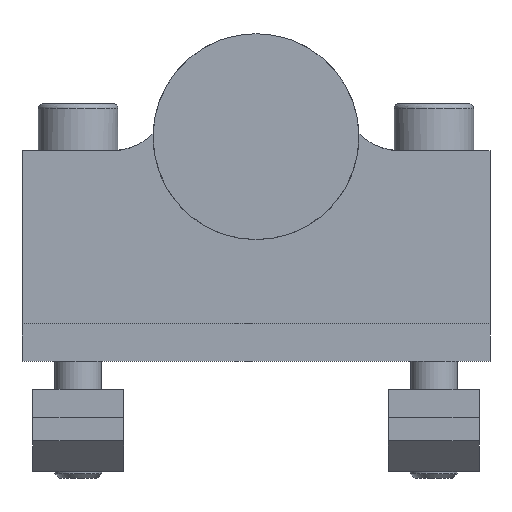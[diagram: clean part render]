
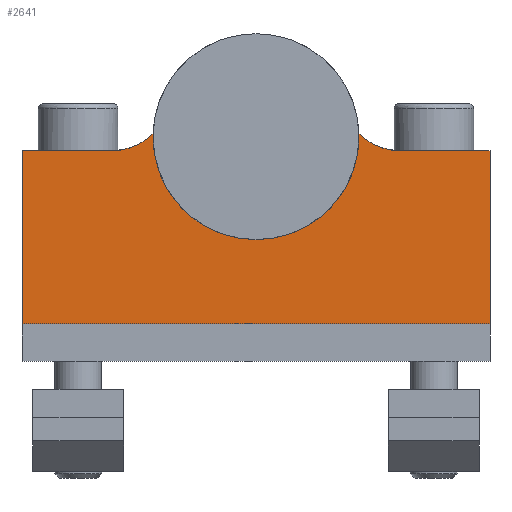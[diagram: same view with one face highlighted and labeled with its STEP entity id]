
A CAD part, front view. The second image highlights one B-rep face of the part: STEP entity #2641.
In plain terms, the highlighted planar face has unit normal (0, -1, 0).
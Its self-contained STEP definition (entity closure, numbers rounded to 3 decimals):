
#6 = EDGE_CURVE ( 'NONE', #891, #681, #1949, .T. ) ;
#7 = DIRECTION ( 'NONE',  ( -1., 0., 0. ) ) ;
#8 = DIRECTION ( 'NONE',  ( -1., 0., 0. ) ) ;
#21 = DIRECTION ( 'NONE',  ( 0., 1., 0. ) ) ;
#40 = ORIENTED_EDGE ( 'NONE', *, *, #2210, .T. ) ;
#74 = LINE ( 'NONE', #1746, #1492 ) ;
#86 = EDGE_LOOP ( 'NONE', ( #690, #2183, #815, #2235, #1797, #2457, #700, #2801, #40 ) ) ;
#102 = CIRCLE ( 'NONE', #1452, 6. ) ;
#114 = CARTESIAN_POINT ( 'NONE',  ( 0., -4.5, 11.25 ) ) ;
#166 = EDGE_CURVE ( 'NONE', #1425, #1578, #1016, .T. ) ;
#203 = CARTESIAN_POINT ( 'NONE',  ( 0., -4.5, 13. ) ) ;
#222 = AXIS2_PLACEMENT_3D ( 'NONE', #2925, #1676, #2178 ) ;
#306 = VECTOR ( 'NONE', #8, 1000. ) ;
#316 = DIRECTION ( 'NONE',  ( -1., 0., 0. ) ) ;
#360 = EDGE_CURVE ( 'NONE', #681, #3131, #3151, .T. ) ;
#388 = PLANE ( 'NONE',  #835 ) ;
#601 = CARTESIAN_POINT ( 'NONE',  ( -25., -4.5, 0. ) ) ;
#681 = VERTEX_POINT ( 'NONE', #1471 ) ;
#690 = ORIENTED_EDGE ( 'NONE', *, *, #1069, .T. ) ;
#700 = ORIENTED_EDGE ( 'NONE', *, *, #2511, .T. ) ;
#806 = EDGE_CURVE ( 'NONE', #1425, #891, #74, .T. ) ;
#815 = ORIENTED_EDGE ( 'NONE', *, *, #6, .F. ) ;
#830 = DIRECTION ( 'NONE',  ( 0., -1., 0. ) ) ;
#835 = AXIS2_PLACEMENT_3D ( 'NONE', #114, #830, #2802 ) ;
#881 = CARTESIAN_POINT ( 'NONE',  ( -15.354, -4.5, 22.5 ) ) ;
#891 = VERTEX_POINT ( 'NONE', #1908 ) ;
#910 = LINE ( 'NONE', #2706, #2935 ) ;
#1016 = LINE ( 'NONE', #2034, #1743 ) ;
#1069 = EDGE_CURVE ( 'NONE', #2318, #3131, #910, .T. ) ;
#1120 = AXIS2_PLACEMENT_3D ( 'NONE', #2608, #3075, #1143 ) ;
#1143 = DIRECTION ( 'NONE',  ( 0., 0., 1. ) ) ;
#1277 = DIRECTION ( 'NONE',  ( 0., 0., 1. ) ) ;
#1425 = VERTEX_POINT ( 'NONE', #2393 ) ;
#1452 = AXIS2_PLACEMENT_3D ( 'NONE', #2518, #1616, #2865 ) ;
#1471 = CARTESIAN_POINT ( 'NONE',  ( -25., -4.5, 4. ) ) ;
#1477 = CARTESIAN_POINT ( 'NONE',  ( 0., -4.5, 4. ) ) ;
#1492 = VECTOR ( 'NONE', #1507, 1000. ) ;
#1507 = DIRECTION ( 'NONE',  ( 0., 0., -1. ) ) ;
#1578 = VERTEX_POINT ( 'NONE', #2508 ) ;
#1616 = DIRECTION ( 'NONE',  ( 0., 1., 0. ) ) ;
#1618 = CARTESIAN_POINT ( 'NONE',  ( -25., -4.5, 22.5 ) ) ;
#1676 = DIRECTION ( 'NONE',  ( 0., 1., 0. ) ) ;
#1712 = CARTESIAN_POINT ( 'NONE',  ( 10.993, -4.5, 24.379 ) ) ;
#1743 = VECTOR ( 'NONE', #316, 1000. ) ;
#1746 = CARTESIAN_POINT ( 'NONE',  ( 25., -4.5, 22.5 ) ) ;
#1797 = ORIENTED_EDGE ( 'NONE', *, *, #166, .T. ) ;
#1804 = DIRECTION ( 'NONE',  ( 0., 0., 1. ) ) ;
#1908 = CARTESIAN_POINT ( 'NONE',  ( 25., -4.5, 4. ) ) ;
#1917 = EDGE_CURVE ( 'NONE', #2413, #2243, #2816, .T. ) ;
#1947 = CIRCLE ( 'NONE', #2598, 11. ) ;
#1949 = LINE ( 'NONE', #1477, #306 ) ;
#2034 = CARTESIAN_POINT ( 'NONE',  ( 0., -4.5, 22.5 ) ) ;
#2101 = FACE_OUTER_BOUND ( 'NONE', #86, .T. ) ;
#2178 = DIRECTION ( 'NONE',  ( 0., 0., 1. ) ) ;
#2183 = ORIENTED_EDGE ( 'NONE', *, *, #360, .F. ) ;
#2210 = EDGE_CURVE ( 'NONE', #2243, #2318, #102, .T. ) ;
#2223 = CARTESIAN_POINT ( 'NONE',  ( 0., -4.5, 24. ) ) ;
#2235 = ORIENTED_EDGE ( 'NONE', *, *, #806, .F. ) ;
#2243 = VERTEX_POINT ( 'NONE', #2329 ) ;
#2318 = VERTEX_POINT ( 'NONE', #881 ) ;
#2329 = CARTESIAN_POINT ( 'NONE',  ( -10.993, -4.5, 24.379 ) ) ;
#2346 = EDGE_CURVE ( 'NONE', #1578, #2864, #2849, .T. ) ;
#2393 = CARTESIAN_POINT ( 'NONE',  ( 25., -4.5, 22.5 ) ) ;
#2398 = VECTOR ( 'NONE', #1804, 1000. ) ;
#2413 = VERTEX_POINT ( 'NONE', #203 ) ;
#2457 = ORIENTED_EDGE ( 'NONE', *, *, #2346, .T. ) ;
#2508 = CARTESIAN_POINT ( 'NONE',  ( 15.354, -4.5, 22.5 ) ) ;
#2511 = EDGE_CURVE ( 'NONE', #2864, #2413, #1947, .T. ) ;
#2518 = CARTESIAN_POINT ( 'NONE',  ( -15.354, -4.5, 28.5 ) ) ;
#2598 = AXIS2_PLACEMENT_3D ( 'NONE', #2223, #21, #1277 ) ;
#2608 = CARTESIAN_POINT ( 'NONE',  ( 15.354, -4.5, 28.5 ) ) ;
#2641 = ADVANCED_FACE ( 'NONE', ( #2101 ), #388, .T. ) ;
#2706 = CARTESIAN_POINT ( 'NONE',  ( 0., -4.5, 22.5 ) ) ;
#2801 = ORIENTED_EDGE ( 'NONE', *, *, #1917, .T. ) ;
#2802 = DIRECTION ( 'NONE',  ( 0., 0., -1. ) ) ;
#2816 = CIRCLE ( 'NONE', #222, 11. ) ;
#2849 = CIRCLE ( 'NONE', #1120, 6. ) ;
#2864 = VERTEX_POINT ( 'NONE', #1712 ) ;
#2865 = DIRECTION ( 'NONE',  ( 0., 0., -1. ) ) ;
#2925 = CARTESIAN_POINT ( 'NONE',  ( 0., -4.5, 24. ) ) ;
#2935 = VECTOR ( 'NONE', #7, 1000. ) ;
#3075 = DIRECTION ( 'NONE',  ( 0., 1., 0. ) ) ;
#3131 = VERTEX_POINT ( 'NONE', #1618 ) ;
#3151 = LINE ( 'NONE', #601, #2398 ) ;
